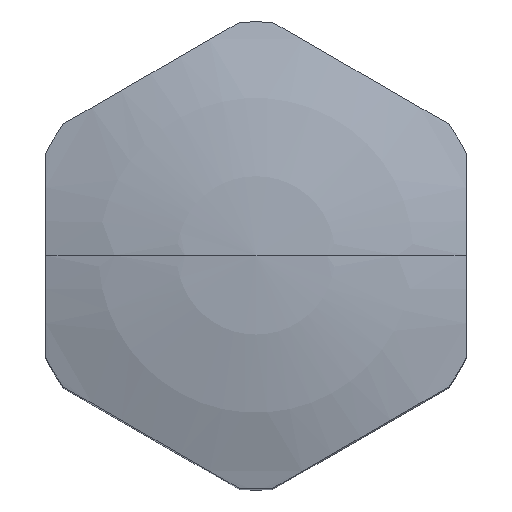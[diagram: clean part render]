
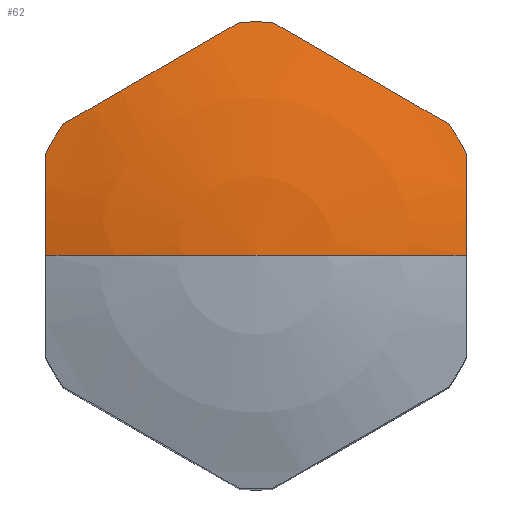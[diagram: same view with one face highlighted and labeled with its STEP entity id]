
A CAD part, top view. The second image highlights one B-rep face of the part: STEP entity #62.
In plain terms, the highlighted spherical face has radius 60 mm.
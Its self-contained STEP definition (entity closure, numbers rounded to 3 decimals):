
#62=ADVANCED_FACE('',(#106),#107,.T.);
#106=FACE_OUTER_BOUND('',#160,.T.);
#107=SPHERICAL_SURFACE('',#161,60.);
#160=EDGE_LOOP('',(#308,#309,#310,#311,#312,#313,#314,#315,#316));
#161=AXIS2_PLACEMENT_3D('',#317,#318,#319);
#308=ORIENTED_EDGE('',*,*,#399,.T.);
#309=ORIENTED_EDGE('',*,*,#407,.T.);
#310=ORIENTED_EDGE('',*,*,#439,.F.);
#311=ORIENTED_EDGE('',*,*,#426,.F.);
#312=ORIENTED_EDGE('',*,*,#430,.F.);
#313=ORIENTED_EDGE('',*,*,#424,.F.);
#314=ORIENTED_EDGE('',*,*,#432,.F.);
#315=ORIENTED_EDGE('',*,*,#420,.F.);
#316=ORIENTED_EDGE('',*,*,#438,.F.);
#317=CARTESIAN_POINT('',(0.,0.0,0.));
#318=DIRECTION('',(0.0,0.0,1.0));
#319=DIRECTION('',(1.0,0.0,0.0));
#399=EDGE_CURVE('',#474,#475,#476,.T.);
#407=EDGE_CURVE('',#475,#489,#491,.T.);
#420=EDGE_CURVE('',#512,#507,#514,.T.);
#424=EDGE_CURVE('',#520,#515,#522,.T.);
#426=EDGE_CURVE('',#524,#526,#527,.T.);
#430=EDGE_CURVE('',#515,#524,#532,.T.);
#432=EDGE_CURVE('',#507,#520,#534,.T.);
#438=EDGE_CURVE('',#474,#512,#540,.T.);
#439=EDGE_CURVE('',#526,#489,#541,.T.);
#474=VERTEX_POINT('',#586);
#475=VERTEX_POINT('',#587);
#476=CIRCLE('',#588,60.);
#489=VERTEX_POINT('',#601);
#491=CIRCLE('',#603,60.);
#507=VERTEX_POINT('',#625);
#512=VERTEX_POINT('',#631);
#514=CIRCLE('',#634,20.0);
#515=VERTEX_POINT('',#635);
#520=VERTEX_POINT('',#641);
#522=CIRCLE('',#644,20.0);
#524=VERTEX_POINT('',#646);
#526=VERTEX_POINT('',#649);
#527=CIRCLE('',#650,20.0);
#532=CIRCLE('',#657,57.236);
#534=CIRCLE('',#660,57.236);
#540=CIRCLE('',#670,57.236);
#541=CIRCLE('',#671,57.236);
#586=CARTESIAN_POINT('',(-18.0,0.,57.236));
#587=CARTESIAN_POINT('',(0.,0.0,60.0));
#588=AXIS2_PLACEMENT_3D('',#705,#706,#707);
#601=CARTESIAN_POINT('',(18.0,0.,57.236));
#603=AXIS2_PLACEMENT_3D('',#729,#730,#731);
#625=CARTESIAN_POINT('',(-16.55,11.23,56.569));
#631=CARTESIAN_POINT('',(-18.0,8.718,56.569));
#634=AXIS2_PLACEMENT_3D('',#752,#753,#754);
#635=CARTESIAN_POINT('',(1.45,19.947,56.569));
#641=CARTESIAN_POINT('',(-1.45,19.947,56.569));
#644=AXIS2_PLACEMENT_3D('',#760,#761,#762);
#646=CARTESIAN_POINT('',(16.55,11.23,56.569));
#649=CARTESIAN_POINT('',(18.0,8.718,56.569));
#650=AXIS2_PLACEMENT_3D('',#764,#765,#766);
#657=AXIS2_PLACEMENT_3D('',#772,#773,#774);
#660=AXIS2_PLACEMENT_3D('',#776,#777,#778);
#670=AXIS2_PLACEMENT_3D('',#786,#787,#788);
#671=AXIS2_PLACEMENT_3D('',#789,#790,#791);
#705=CARTESIAN_POINT('',(0.,0.0,0.));
#706=DIRECTION('',(0.,1.0,0.0));
#707=DIRECTION('',(0.0,-0.0,-1.0));
#729=CARTESIAN_POINT('',(0.,0.0,0.));
#730=DIRECTION('',(0.,1.0,0.0));
#731=DIRECTION('',(0.0,-0.0,-1.0));
#752=CARTESIAN_POINT('',(0.0,0.0,56.569));
#753=DIRECTION('',(0.0,0.0,-1.0));
#754=DIRECTION('',(1.0,0.0,0.0));
#760=CARTESIAN_POINT('',(0.0,0.0,56.569));
#761=DIRECTION('',(0.0,0.0,-1.0));
#762=DIRECTION('',(1.0,0.0,0.0));
#764=CARTESIAN_POINT('',(0.0,0.0,56.569));
#765=DIRECTION('',(0.0,0.0,-1.0));
#766=DIRECTION('',(1.0,0.0,0.0));
#772=CARTESIAN_POINT('',(9.,15.588,0.));
#773=DIRECTION('',(0.5,0.866,0.0));
#774=DIRECTION('',(0.0,0.0,-1.0));
#776=CARTESIAN_POINT('',(-9.,15.588,0.));
#777=DIRECTION('',(-0.5,0.866,0.0));
#778=DIRECTION('',(0.0,0.0,-1.0));
#786=CARTESIAN_POINT('',(-18.0,0.,0.));
#787=DIRECTION('',(-1.0,0.,-0.0));
#788=DIRECTION('',(0.0,0.0,-1.0));
#789=CARTESIAN_POINT('',(18.0,0.,0.));
#790=DIRECTION('',(1.0,0.,-0.0));
#791=DIRECTION('',(0.0,0.0,1.0));
